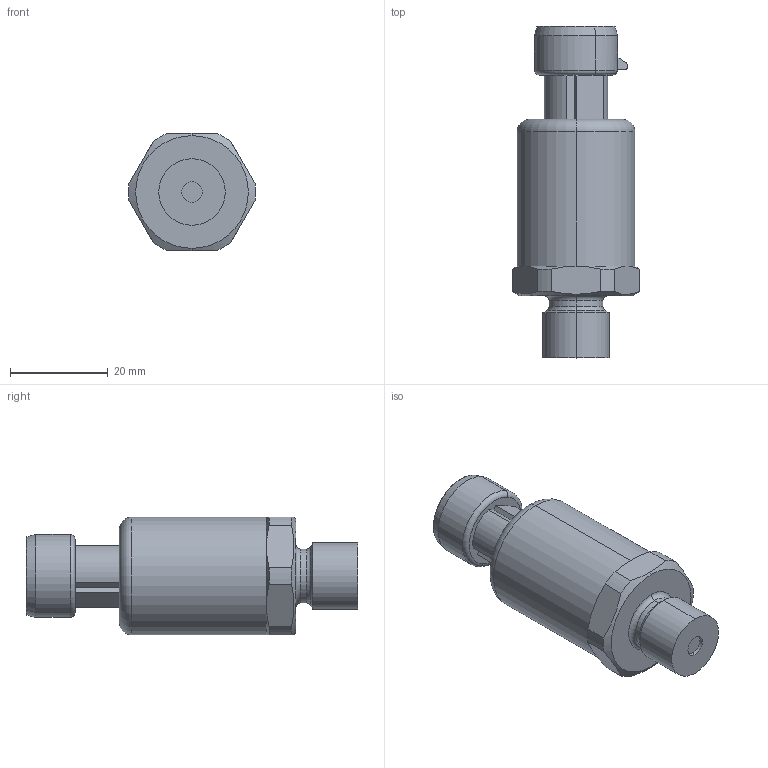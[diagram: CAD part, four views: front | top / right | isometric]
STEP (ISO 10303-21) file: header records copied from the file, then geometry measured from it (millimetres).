
FILE_DESCRIPTION(('STEP AP242'),'1');
FILE_NAME('xmlp100pp130.stp','2021-09-25T18:04:36',('TraceParts'),('TraceParts S.A.'),'Spatial InterOp 3D',' ',' ');
FILE_SCHEMA(('AP242_MANAGED_MODEL_BASED_3D_ENGINEERING_MIM_LF {1 0 10303 442 1 1 4}'));
Length unit declared in the file: millimetre
Products named in the file (1): xmlp100pp130
Bounding box: 25.98 x 67.75 x 24 mm (x, y, z)
Volume: 19393.8 mm3; surface area: 6051.2 mm2
Topology: 1 solids, 1 shells, 165 faces, 394 edges, 244 vertices
Faces by surface type: plane 89, cylinder 37, cone 26, torus 13
Entity records: 6166 total; most frequent: CARTESIAN_POINT 988, DIRECTION 811, ORIENTED_EDGE 788, EDGE_CURVE 394, AXIS2_PLACEMENT_3D 299, VERTEX_POINT 244, LINE 213, VECTOR 213
